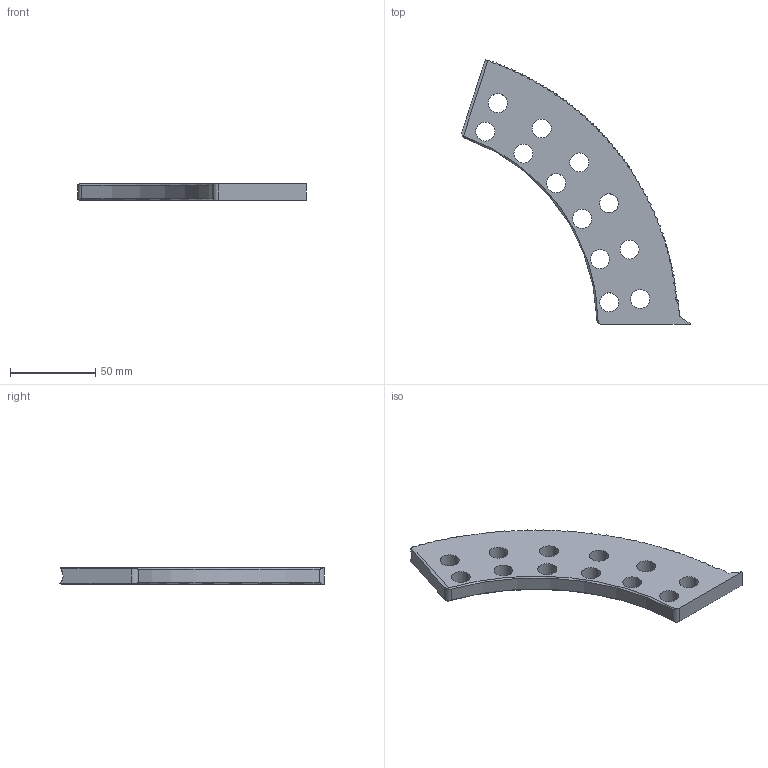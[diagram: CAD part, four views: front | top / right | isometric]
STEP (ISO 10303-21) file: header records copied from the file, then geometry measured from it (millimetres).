
FILE_DESCRIPTION (( 'STEP AP203' ), '1' );
FILE_NAME ('M7852-S.STEP', '2022-04-21T20:45:20', ( '' ), ( '' ), 'SwSTEP 2.0', 'SolidWorks 2020', '' );
FILE_SCHEMA (( 'CONFIG_CONTROL_DESIGN' ));
Length unit declared in the file: inch
Products named in the file (1): M7852-S
Bounding box: 134.03 x 155.39 x 9.49 mm (x, y, z)
Volume: 63265.3 mm3; surface area: 22351.4 mm2
Topology: 1 solids, 1 shells, 118 faces, 351 edges, 234 vertices
Faces by surface type: sphere 76, cylinder 29, plane 8, torus 3, cone 2
Entity records: 5492 total; most frequent: CARTESIAN_POINT 2175, DIRECTION 709, ORIENTED_EDGE 702, EDGE_CURVE 351, AXIS2_PLACEMENT_3D 334, VERTEX_POINT 234, CIRCLE 215, EDGE_LOOP 141
